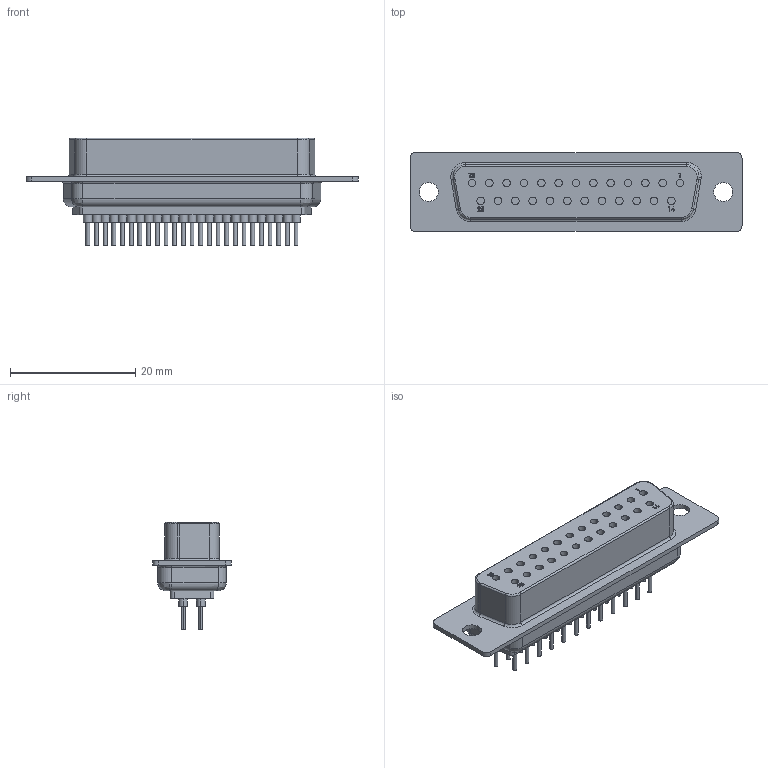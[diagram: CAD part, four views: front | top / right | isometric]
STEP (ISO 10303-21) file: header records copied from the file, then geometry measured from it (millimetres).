
FILE_DESCRIPTION (( 'STEP AP214' ), '1' );
FILE_NAME ('171-025-213.step', '2018-10-28T11:28:29', ( '' ), ( '' ), 'SwSTEP 2.0', 'SolidWorks 2016', '' );
FILE_SCHEMA (( 'AUTOMOTIVE_DESIGN' ));
Length unit declared in the file: millimetre
Products named in the file (1): 171-025-213
Bounding box: 53.01 x 12.6 x 17.24 mm (x, y, z)
Volume: 4466.9 mm3; surface area: 3292.1 mm2
Topology: 1 solids, 1 shells, 388 faces, 866 edges, 566 vertices
Faces by surface type: cylinder 188, plane 153, bspline 47
Entity records: 15213 total; most frequent: CARTESIAN_POINT 3857, DIRECTION 1851, ORIENTED_EDGE 1732, EDGE_CURVE 866, AXIS2_PLACEMENT_3D 720, VERTEX_POINT 566, EDGE_LOOP 478, LINE 411
